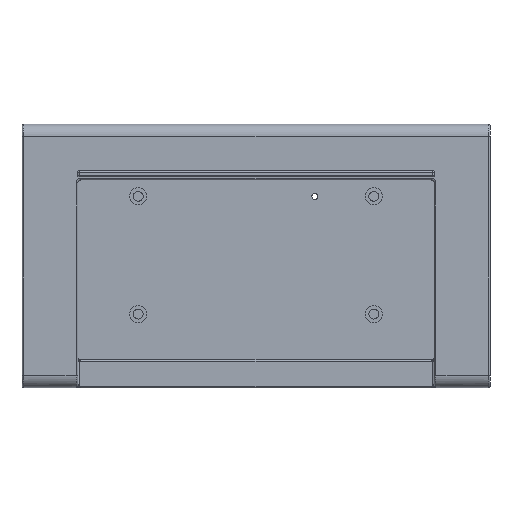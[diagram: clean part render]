
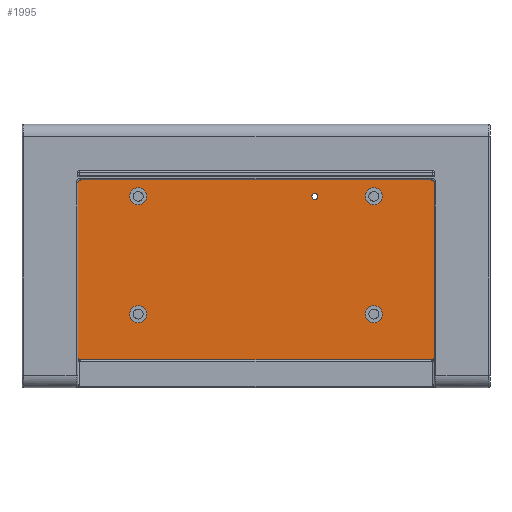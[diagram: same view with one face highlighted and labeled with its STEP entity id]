
A CAD part, top view. The second image highlights one B-rep face of the part: STEP entity #1995.
In plain terms, the highlighted planar face has unit normal (0, 0, 1).
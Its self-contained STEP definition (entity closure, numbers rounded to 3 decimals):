
#21=FACE_BOUND('',#622,.T.);
#22=FACE_BOUND('',#623,.T.);
#23=FACE_BOUND('',#624,.T.);
#24=FACE_BOUND('',#625,.T.);
#25=FACE_BOUND('',#626,.T.);
#60=PLANE('',#2184);
#150=LINE('',#4782,#290);
#154=LINE('',#4797,#294);
#164=LINE('',#4821,#304);
#165=LINE('',#4825,#305);
#166=LINE('',#4829,#306);
#167=LINE('',#4833,#307);
#168=LINE('',#4837,#308);
#169=LINE('',#4840,#309);
#290=VECTOR('',#2588,10.);
#294=VECTOR('',#2606,10.);
#304=VECTOR('',#2632,10.);
#305=VECTOR('',#2637,10.);
#306=VECTOR('',#2640,10.);
#307=VECTOR('',#2643,10.);
#308=VECTOR('',#2646,10.);
#309=VECTOR('',#2649,10.);
#489=FACE_OUTER_BOUND('',#621,.T.);
#621=EDGE_LOOP('',(#1623,#1624,#1625,#1626,#1627,#1628,#1629,#1630,#1631,
#1632,#1633,#1634));
#622=EDGE_LOOP('',(#1635));
#623=EDGE_LOOP('',(#1636));
#624=EDGE_LOOP('',(#1637));
#625=EDGE_LOOP('',(#1638));
#626=EDGE_LOOP('',(#1639));
#753=CIRCLE('',#2160,1.);
#762=CIRCLE('',#2185,1.);
#763=CIRCLE('',#2186,1.);
#764=CIRCLE('',#2187,1.);
#765=CIRCLE('',#2188,1.);
#766=CIRCLE('',#2189,2.75);
#767=CIRCLE('',#2190,2.75);
#768=CIRCLE('',#2191,2.75);
#769=CIRCLE('',#2192,2.75);
#943=VERTEX_POINT('',#4758);
#948=VERTEX_POINT('',#4776);
#949=VERTEX_POINT('',#4780);
#952=VERTEX_POINT('',#4794);
#959=VERTEX_POINT('',#4820);
#960=VERTEX_POINT('',#4824);
#961=VERTEX_POINT('',#4826);
#962=VERTEX_POINT('',#4828);
#963=VERTEX_POINT('',#4830);
#964=VERTEX_POINT('',#4832);
#965=VERTEX_POINT('',#4834);
#966=VERTEX_POINT('',#4836);
#967=VERTEX_POINT('',#4838);
#968=VERTEX_POINT('',#4841);
#969=VERTEX_POINT('',#4843);
#970=VERTEX_POINT('',#4845);
#971=VERTEX_POINT('',#4847);
#1170=EDGE_CURVE('',#943,#943,#753,.F.);
#1181=EDGE_CURVE('',#949,#948,#150,.T.);
#1188=EDGE_CURVE('',#949,#952,#154,.T.);
#1200=EDGE_CURVE('',#948,#959,#164,.T.);
#1202=EDGE_CURVE('',#960,#952,#165,.T.);
#1203=EDGE_CURVE('',#960,#961,#762,.F.);
#1204=EDGE_CURVE('',#962,#961,#166,.T.);
#1205=EDGE_CURVE('',#962,#963,#763,.F.);
#1206=EDGE_CURVE('',#964,#963,#167,.T.);
#1207=EDGE_CURVE('',#964,#965,#764,.F.);
#1208=EDGE_CURVE('',#966,#965,#168,.T.);
#1209=EDGE_CURVE('',#966,#967,#765,.F.);
#1210=EDGE_CURVE('',#959,#967,#169,.T.);
#1211=EDGE_CURVE('',#968,#968,#766,.F.);
#1212=EDGE_CURVE('',#969,#969,#767,.F.);
#1213=EDGE_CURVE('',#970,#970,#768,.F.);
#1214=EDGE_CURVE('',#971,#971,#769,.F.);
#1623=ORIENTED_EDGE('',*,*,#1188,.T.);
#1624=ORIENTED_EDGE('',*,*,#1202,.F.);
#1625=ORIENTED_EDGE('',*,*,#1203,.T.);
#1626=ORIENTED_EDGE('',*,*,#1204,.F.);
#1627=ORIENTED_EDGE('',*,*,#1205,.T.);
#1628=ORIENTED_EDGE('',*,*,#1206,.F.);
#1629=ORIENTED_EDGE('',*,*,#1207,.T.);
#1630=ORIENTED_EDGE('',*,*,#1208,.F.);
#1631=ORIENTED_EDGE('',*,*,#1209,.T.);
#1632=ORIENTED_EDGE('',*,*,#1210,.F.);
#1633=ORIENTED_EDGE('',*,*,#1200,.F.);
#1634=ORIENTED_EDGE('',*,*,#1181,.F.);
#1635=ORIENTED_EDGE('',*,*,#1211,.T.);
#1636=ORIENTED_EDGE('',*,*,#1212,.T.);
#1637=ORIENTED_EDGE('',*,*,#1213,.T.);
#1638=ORIENTED_EDGE('',*,*,#1214,.T.);
#1639=ORIENTED_EDGE('',*,*,#1170,.T.);
#1995=ADVANCED_FACE('',(#489,#21,#22,#23,#24,#25),#60,.F.);
#2160=AXIS2_PLACEMENT_3D('',#4760,#2564,#2565);
#2184=AXIS2_PLACEMENT_3D('',#4823,#2635,#2636);
#2185=AXIS2_PLACEMENT_3D('',#4827,#2638,#2639);
#2186=AXIS2_PLACEMENT_3D('',#4831,#2641,#2642);
#2187=AXIS2_PLACEMENT_3D('',#4835,#2644,#2645);
#2188=AXIS2_PLACEMENT_3D('',#4839,#2647,#2648);
#2189=AXIS2_PLACEMENT_3D('',#4842,#2650,#2651);
#2190=AXIS2_PLACEMENT_3D('',#4844,#2652,#2653);
#2191=AXIS2_PLACEMENT_3D('',#4846,#2654,#2655);
#2192=AXIS2_PLACEMENT_3D('',#4848,#2656,#2657);
#2564=DIRECTION('center_axis',(0.,0.,1.));
#2565=DIRECTION('ref_axis',(1.,0.,0.));
#2588=DIRECTION('',(1.,0.,0.));
#2606=DIRECTION('',(0.,-1.,0.));
#2632=DIRECTION('',(0.,-1.,0.));
#2635=DIRECTION('center_axis',(0.,0.,-1.));
#2636=DIRECTION('ref_axis',(1.,0.,0.));
#2637=DIRECTION('',(1.,0.,0.));
#2638=DIRECTION('center_axis',(0.,0.,-1.));
#2639=DIRECTION('ref_axis',(-0.707,0.707,0.));
#2640=DIRECTION('',(0.,1.,0.));
#2641=DIRECTION('center_axis',(0.,0.,-1.));
#2642=DIRECTION('ref_axis',(-0.707,-0.707,0.));
#2643=DIRECTION('',(-1.,0.,0.));
#2644=DIRECTION('center_axis',(0.,0.,-1.));
#2645=DIRECTION('ref_axis',(0.707,-0.707,0.));
#2646=DIRECTION('',(0.,-1.,0.));
#2647=DIRECTION('center_axis',(0.,0.,-1.));
#2648=DIRECTION('ref_axis',(0.707,0.707,0.));
#2649=DIRECTION('',(1.,0.,0.));
#2650=DIRECTION('center_axis',(0.,0.,1.));
#2651=DIRECTION('ref_axis',(-1.,0.,0.));
#2652=DIRECTION('center_axis',(0.,0.,1.));
#2653=DIRECTION('ref_axis',(-1.,0.,0.));
#2654=DIRECTION('center_axis',(0.,0.,1.));
#2655=DIRECTION('ref_axis',(-1.,0.,0.));
#2656=DIRECTION('center_axis',(0.,0.,1.));
#2657=DIRECTION('ref_axis',(-1.,0.,0.));
#4758=CARTESIAN_POINT('',(75.2,-4.788,-8.58));
#4760=CARTESIAN_POINT('Origin',(76.2,-4.788,-8.58));
#4776=CARTESIAN_POINT('',(60.33,1.432,-8.58));
#4780=CARTESIAN_POINT('',(53.98,1.432,-8.58));
#4782=CARTESIAN_POINT('',(55.568,1.432,-8.58));
#4794=CARTESIAN_POINT('',(53.98,0.525,-8.58));
#4797=CARTESIAN_POINT('',(53.98,18.525,-8.58));
#4820=CARTESIAN_POINT('',(60.33,0.525,-8.58));
#4821=CARTESIAN_POINT('',(60.33,18.525,-8.58));
#4823=CARTESIAN_POINT('Origin',(53.98,18.525,-8.58));
#4824=CARTESIAN_POINT('',(0.475,0.525,-8.58));
#4825=CARTESIAN_POINT('',(28.313,0.525,-8.58));
#4826=CARTESIAN_POINT('',(-0.525,-0.475,-8.58));
#4827=CARTESIAN_POINT('Origin',(0.475,-0.475,-8.58));
#4828=CARTESIAN_POINT('',(-0.525,-56.675,-8.58));
#4829=CARTESIAN_POINT('',(-0.525,-43.125,-8.58));
#4830=CARTESIAN_POINT('',(0.475,-57.675,-8.58));
#4831=CARTESIAN_POINT('Origin',(0.475,-56.675,-8.58));
#4832=CARTESIAN_POINT('',(113.825,-57.675,-8.58));
#4833=CARTESIAN_POINT('',(85.988,-57.675,-8.58));
#4834=CARTESIAN_POINT('',(114.825,-56.675,-8.58));
#4835=CARTESIAN_POINT('Origin',(113.825,-56.675,-8.58));
#4836=CARTESIAN_POINT('',(114.825,-0.475,-8.58));
#4837=CARTESIAN_POINT('',(114.825,-14.025,-8.58));
#4838=CARTESIAN_POINT('',(113.825,0.525,-8.58));
#4839=CARTESIAN_POINT('Origin',(113.825,-0.475,-8.58));
#4840=CARTESIAN_POINT('',(28.313,0.525,-8.58));
#4841=CARTESIAN_POINT('',(21.8,-42.863,-8.58));
#4842=CARTESIAN_POINT('Origin',(19.05,-42.863,-8.58));
#4843=CARTESIAN_POINT('',(21.8,-4.763,-8.58));
#4844=CARTESIAN_POINT('Origin',(19.05,-4.763,-8.58));
#4845=CARTESIAN_POINT('',(98.,-4.763,-8.58));
#4846=CARTESIAN_POINT('Origin',(95.25,-4.763,-8.58));
#4847=CARTESIAN_POINT('',(98.,-42.863,-8.58));
#4848=CARTESIAN_POINT('Origin',(95.25,-42.863,-8.58));
